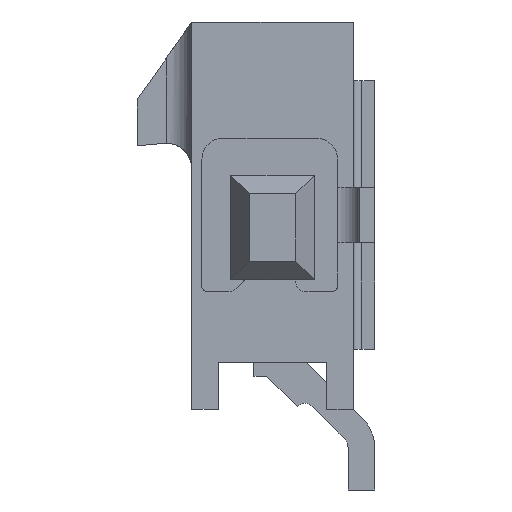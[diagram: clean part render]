
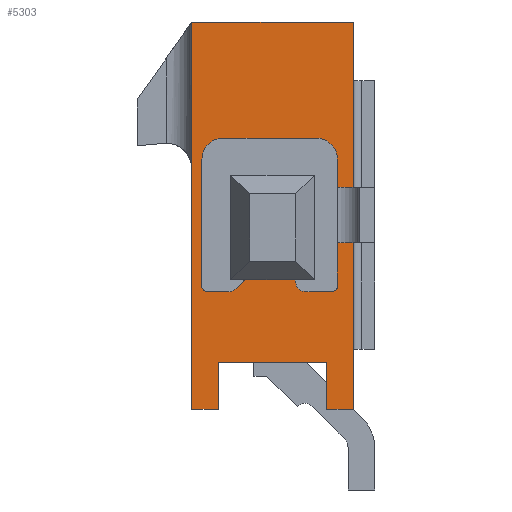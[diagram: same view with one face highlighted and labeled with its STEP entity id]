
A CAD part, left-side view. The second image highlights one B-rep face of the part: STEP entity #5303.
In plain terms, the highlighted planar face has unit normal (-1, 0, 0).
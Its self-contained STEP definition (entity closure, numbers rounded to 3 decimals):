
#72=DIRECTION('',(0.,0.,-1.));
#73=VECTOR('',#72,9.24);
#74=CARTESIAN_POINT('',(-11.,-1.93,0.));
#75=LINE('',#74,#73);
#76=DIRECTION('',(0.,1.,0.));
#77=VECTOR('',#76,0.64);
#78=CARTESIAN_POINT('',(-11.,-1.93,-9.24));
#79=LINE('',#78,#77);
#80=DIRECTION('',(0.,0.,1.));
#81=VECTOR('',#80,1.13);
#82=CARTESIAN_POINT('',(-11.,-1.29,-9.24));
#83=LINE('',#82,#81);
#84=DIRECTION('',(0.,1.,0.));
#85=VECTOR('',#84,2.58);
#86=CARTESIAN_POINT('',(-11.,-1.29,-8.11));
#87=LINE('',#86,#85);
#88=DIRECTION('',(0.,0.,-1.));
#89=VECTOR('',#88,1.13);
#90=CARTESIAN_POINT('',(-11.,1.29,-8.11));
#91=LINE('',#90,#89);
#92=DIRECTION('',(0.,1.,0.));
#93=VECTOR('',#92,0.64);
#94=CARTESIAN_POINT('',(-11.,1.29,-9.24));
#95=LINE('',#94,#93);
#96=DIRECTION('',(0.,0.,1.));
#97=VECTOR('',#96,9.24);
#98=CARTESIAN_POINT('',(-11.,1.93,-9.24));
#99=LINE('',#98,#97);
#100=DIRECTION('',(0.,-1.,0.));
#101=VECTOR('',#100,3.86);
#102=CARTESIAN_POINT('',(-11.,1.93,0.));
#103=LINE('',#102,#101);
#104=DIRECTION('',(0.,0.,-1.));
#105=VECTOR('',#104,2.);
#106=CARTESIAN_POINT('',(-11.,-0.5,-4.15));
#107=LINE('',#106,#105);
#108=DIRECTION('',(0.,1.,0.));
#109=VECTOR('',#108,1.);
#110=CARTESIAN_POINT('',(-11.,-0.5,-4.15));
#111=LINE('',#110,#109);
#112=DIRECTION('',(0.,0.,-1.));
#113=VECTOR('',#112,2.);
#114=CARTESIAN_POINT('',(-11.,0.5,-4.15));
#115=LINE('',#114,#113);
#116=DIRECTION('',(0.,1.,0.));
#117=VECTOR('',#116,1.);
#118=CARTESIAN_POINT('',(-11.,-0.5,-6.15));
#119=LINE('',#118,#117);
#4014=CARTESIAN_POINT('',(-11.,-1.93,0.));
#4015=CARTESIAN_POINT('',(-11.,-1.93,-9.24));
#4016=VERTEX_POINT('',#4014);
#4017=VERTEX_POINT('',#4015);
#4018=CARTESIAN_POINT('',(-11.,-1.29,-9.24));
#4019=VERTEX_POINT('',#4018);
#4020=CARTESIAN_POINT('',(-11.,-1.29,-8.11));
#4021=VERTEX_POINT('',#4020);
#4022=CARTESIAN_POINT('',(-11.,1.29,-8.11));
#4023=VERTEX_POINT('',#4022);
#4024=CARTESIAN_POINT('',(-11.,1.29,-9.24));
#4025=VERTEX_POINT('',#4024);
#4026=CARTESIAN_POINT('',(-11.,1.93,-9.24));
#4027=VERTEX_POINT('',#4026);
#4028=CARTESIAN_POINT('',(-11.,1.93,0.));
#4029=VERTEX_POINT('',#4028);
#4130=CARTESIAN_POINT('',(-11.,-0.5,-4.15));
#4131=CARTESIAN_POINT('',(-11.,-0.5,-6.15));
#4132=VERTEX_POINT('',#4130);
#4133=VERTEX_POINT('',#4131);
#4134=CARTESIAN_POINT('',(-11.,0.5,-4.15));
#4135=CARTESIAN_POINT('',(-11.,0.5,-6.15));
#4136=VERTEX_POINT('',#4134);
#4137=VERTEX_POINT('',#4135);
#5270=CARTESIAN_POINT('',(-11.,0.,0.));
#5271=DIRECTION('',(1.,0.,0.));
#5272=DIRECTION('',(0.,-1.,0.));
#5273=AXIS2_PLACEMENT_3D('',#5270,#5271,#5272);
#5274=PLANE('',#5273);
#5276=ORIENTED_EDGE('',*,*,#5275,.T.);
#5278=ORIENTED_EDGE('',*,*,#5277,.T.);
#5280=ORIENTED_EDGE('',*,*,#5279,.T.);
#5282=ORIENTED_EDGE('',*,*,#5281,.T.);
#5284=ORIENTED_EDGE('',*,*,#5283,.T.);
#5286=ORIENTED_EDGE('',*,*,#5285,.T.);
#5288=ORIENTED_EDGE('',*,*,#5287,.T.);
#5290=ORIENTED_EDGE('',*,*,#5289,.T.);
#5291=EDGE_LOOP('',(#5276,#5278,#5280,#5282,#5284,#5286,#5288,#5290));
#5292=FACE_OUTER_BOUND('',#5291,.F.);
#5294=ORIENTED_EDGE('',*,*,#5293,.F.);
#5296=ORIENTED_EDGE('',*,*,#5295,.T.);
#5298=ORIENTED_EDGE('',*,*,#5297,.T.);
#5300=ORIENTED_EDGE('',*,*,#5299,.F.);
#5301=EDGE_LOOP('',(#5294,#5296,#5298,#5300));
#5302=FACE_BOUND('',#5301,.F.);
#5303=ADVANCED_FACE('',(#5292,#5302),#5274,.F.);
#5275=EDGE_CURVE('',#4016,#4017,#75,.T.);
#5277=EDGE_CURVE('',#4017,#4019,#79,.T.);
#5279=EDGE_CURVE('',#4019,#4021,#83,.T.);
#5281=EDGE_CURVE('',#4021,#4023,#87,.T.);
#5283=EDGE_CURVE('',#4023,#4025,#91,.T.);
#5285=EDGE_CURVE('',#4025,#4027,#95,.T.);
#5287=EDGE_CURVE('',#4027,#4029,#99,.T.);
#5289=EDGE_CURVE('',#4029,#4016,#103,.T.);
#5293=EDGE_CURVE('',#4132,#4133,#107,.T.);
#5295=EDGE_CURVE('',#4132,#4136,#111,.T.);
#5297=EDGE_CURVE('',#4136,#4137,#115,.T.);
#5299=EDGE_CURVE('',#4133,#4137,#119,.T.);
